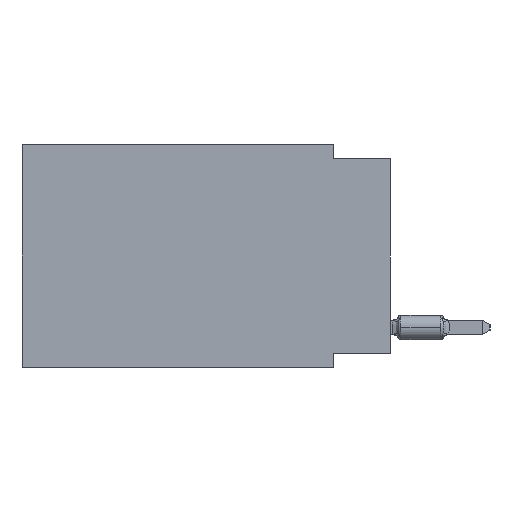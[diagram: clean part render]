
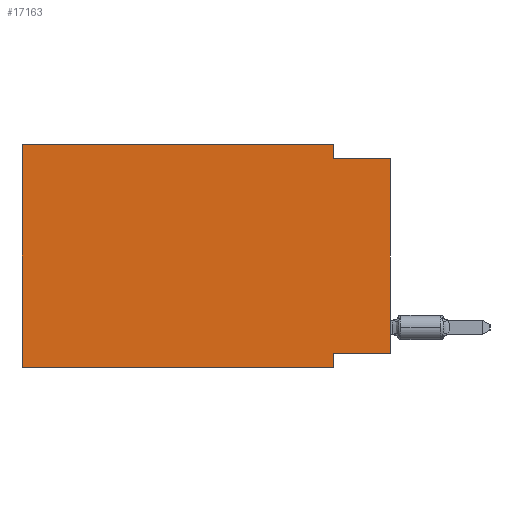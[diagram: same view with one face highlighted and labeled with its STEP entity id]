
A CAD part, left-side view. The second image highlights one B-rep face of the part: STEP entity #17163.
In plain terms, the highlighted planar face has unit normal (-1, 0, 0).
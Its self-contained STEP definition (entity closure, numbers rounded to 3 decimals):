
#152 = LINE ( 'NONE', #2148, #1675 ) ;
#318 = EDGE_CURVE ( 'NONE', #17160, #6461, #12474, .T. ) ;
#493 = CARTESIAN_POINT ( 'NONE',  ( 0., 0., -9.271 ) ) ;
#576 = DIRECTION ( 'NONE',  ( 0., 1., 0. ) ) ;
#1192 = CARTESIAN_POINT ( 'NONE',  ( 0., 16.383, 0. ) ) ;
#1466 = CARTESIAN_POINT ( 'NONE',  ( 0., 2.54, -9.906 ) ) ;
#1675 = VECTOR ( 'NONE', #4175, 1000. ) ;
#1816 = EDGE_CURVE ( 'NONE', #6461, #19014, #152, .T. ) ;
#2148 = CARTESIAN_POINT ( 'NONE',  ( 0., 2.54, 0. ) ) ;
#2183 = LINE ( 'NONE', #22829, #15832 ) ;
#2695 = LINE ( 'NONE', #10874, #16711 ) ;
#2934 = PLANE ( 'NONE',  #5701 ) ;
#3894 = DIRECTION ( 'NONE',  ( 0., -1., 0. ) ) ;
#4175 = DIRECTION ( 'NONE',  ( 0., 0., -1. ) ) ;
#4992 = EDGE_CURVE ( 'NONE', #9071, #10189, #12450, .T. ) ;
#5535 = VERTEX_POINT ( 'NONE', #493 ) ;
#5701 = AXIS2_PLACEMENT_3D ( 'NONE', #1192, #9367, #15504 ) ;
#6461 = VERTEX_POINT ( 'NONE', #12353 ) ;
#6698 = ORIENTED_EDGE ( 'NONE', *, *, #10838, .F. ) ;
#6742 = ORIENTED_EDGE ( 'NONE', *, *, #10056, .F. ) ;
#6859 = VECTOR ( 'NONE', #16509, 1000. ) ;
#7505 = LINE ( 'NONE', #1466, #25318 ) ;
#7633 = DIRECTION ( 'NONE',  ( 0., 0., -1. ) ) ;
#8079 = EDGE_CURVE ( 'NONE', #9071, #17160, #20101, .T. ) ;
#8617 = VERTEX_POINT ( 'NONE', #23420 ) ;
#8739 = ORIENTED_EDGE ( 'NONE', *, *, #1816, .F. ) ;
#9071 = VERTEX_POINT ( 'NONE', #12913 ) ;
#9367 = DIRECTION ( 'NONE',  ( 1., 0., 0. ) ) ;
#9917 = ORIENTED_EDGE ( 'NONE', *, *, #19153, .F. ) ;
#10056 = EDGE_CURVE ( 'NONE', #13095, #10189, #7505, .T. ) ;
#10133 = EDGE_LOOP ( 'NONE', ( #19385, #9917, #8739, #12194, #13496, #11116, #6742, #6698 ) ) ;
#10189 = VERTEX_POINT ( 'NONE', #14990 ) ;
#10838 = EDGE_CURVE ( 'NONE', #5535, #13095, #2183, .T. ) ;
#10874 = CARTESIAN_POINT ( 'NONE',  ( 0., 0., 0. ) ) ;
#11116 = ORIENTED_EDGE ( 'NONE', *, *, #4992, .T. ) ;
#12194 = ORIENTED_EDGE ( 'NONE', *, *, #318, .F. ) ;
#12353 = CARTESIAN_POINT ( 'NONE',  ( 0., 2.54, 0. ) ) ;
#12450 = LINE ( 'NONE', #18752, #22657 ) ;
#12474 = LINE ( 'NONE', #13253, #26419 ) ;
#12486 = EDGE_CURVE ( 'NONE', #5535, #8617, #2695, .T. ) ;
#12913 = CARTESIAN_POINT ( 'NONE',  ( 0., 16.383, -9.906 ) ) ;
#13095 = VERTEX_POINT ( 'NONE', #20324 ) ;
#13253 = CARTESIAN_POINT ( 'NONE',  ( 0., 16.383, 0. ) ) ;
#13496 = ORIENTED_EDGE ( 'NONE', *, *, #8079, .F. ) ;
#14990 = CARTESIAN_POINT ( 'NONE',  ( 0., 2.54, -9.906 ) ) ;
#15111 = FACE_OUTER_BOUND ( 'NONE', #10133, .T. ) ;
#15504 = DIRECTION ( 'NONE',  ( 0., 0., -1. ) ) ;
#15832 = VECTOR ( 'NONE', #576, 1000. ) ;
#16509 = DIRECTION ( 'NONE',  ( 0., -1., 0. ) ) ;
#16711 = VECTOR ( 'NONE', #18633, 1000. ) ;
#17160 = VERTEX_POINT ( 'NONE', #23317 ) ;
#17163 = ADVANCED_FACE ( 'NONE', ( #15111 ), #2934, .F. ) ;
#17820 = DIRECTION ( 'NONE',  ( 0., 0., 1. ) ) ;
#17945 = CARTESIAN_POINT ( 'NONE',  ( 0., 16.383, 0. ) ) ;
#18268 = CARTESIAN_POINT ( 'NONE',  ( 0., 2.54, -0.635 ) ) ;
#18633 = DIRECTION ( 'NONE',  ( 0., 0., 1. ) ) ;
#18752 = CARTESIAN_POINT ( 'NONE',  ( 0., 16.383, -9.906 ) ) ;
#18795 = CARTESIAN_POINT ( 'NONE',  ( 0., 0., -0.635 ) ) ;
#19014 = VERTEX_POINT ( 'NONE', #18268 ) ;
#19153 = EDGE_CURVE ( 'NONE', #19014, #8617, #21084, .T. ) ;
#19385 = ORIENTED_EDGE ( 'NONE', *, *, #12486, .T. ) ;
#20101 = LINE ( 'NONE', #17945, #23395 ) ;
#20324 = CARTESIAN_POINT ( 'NONE',  ( 0., 2.54, -9.271 ) ) ;
#21084 = LINE ( 'NONE', #18795, #6859 ) ;
#22657 = VECTOR ( 'NONE', #3894, 1000. ) ;
#22829 = CARTESIAN_POINT ( 'NONE',  ( 0., 0., -9.271 ) ) ;
#23317 = CARTESIAN_POINT ( 'NONE',  ( 0., 16.383, 0. ) ) ;
#23343 = DIRECTION ( 'NONE',  ( 0., -1., 0. ) ) ;
#23395 = VECTOR ( 'NONE', #17820, 1000. ) ;
#23420 = CARTESIAN_POINT ( 'NONE',  ( 0., 0., -0.635 ) ) ;
#25318 = VECTOR ( 'NONE', #7633, 1000. ) ;
#26419 = VECTOR ( 'NONE', #23343, 1000. ) ;
